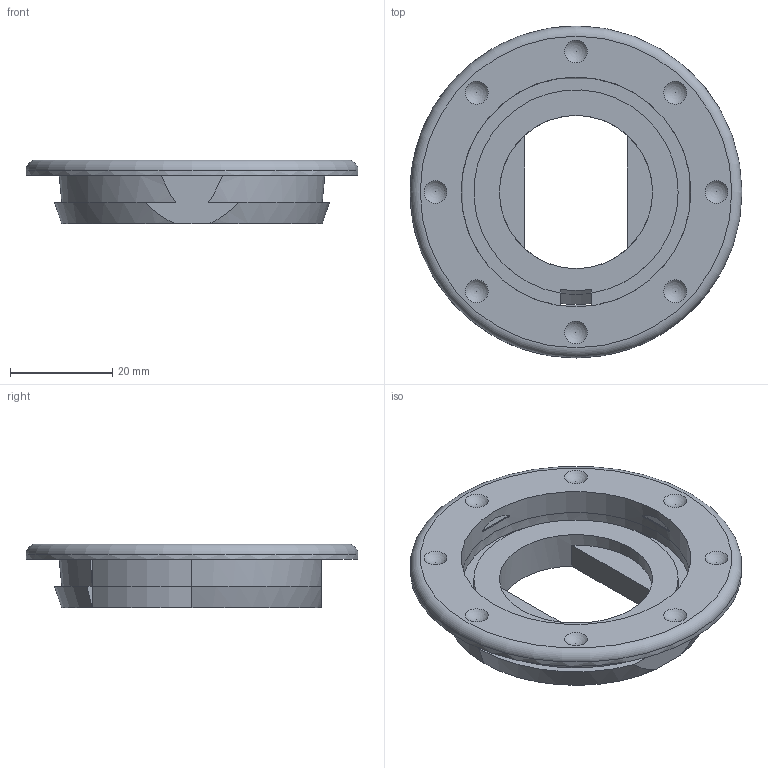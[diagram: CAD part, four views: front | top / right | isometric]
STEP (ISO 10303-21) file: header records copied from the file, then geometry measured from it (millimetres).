
FILE_DESCRIPTION(('FreeCAD Model'),'2;1');
FILE_NAME('Open CASCADE Shape Model','2023-05-14T17:37:02',('Author'),( ''),'Open CASCADE STEP processor 7.5','FreeCAD','Unknown');
FILE_SCHEMA(('AUTOMOTIVE_DESIGN { 1 0 10303 214 1 1 1 1 }'));
Length unit declared in the file: millimetre
Products named in the file (1): fillet_einraster
Bounding box: 65 x 65 x 12.5 mm (x, y, z)
Volume: 16314.4 mm3; surface area: 9677.9 mm2
Topology: 1 solids, 1 shells, 86 faces, 199 edges, 120 vertices
Faces by surface type: plane 49, cylinder 16, cone 8, sphere 8, torus 5
Full cylindrical faces by diameter (mm): 4 x2, 30 x1, 45 x2, 65 x1
Entity records: 5022 total; most frequent: CARTESIAN_POINT 1190, DIRECTION 718, ORIENTED_EDGE 382, PCURVE 382, DEFINITIONAL_REPRESENTATION 382, LINE 284, VECTOR 284, AXIS2_PLACEMENT_3D 191
